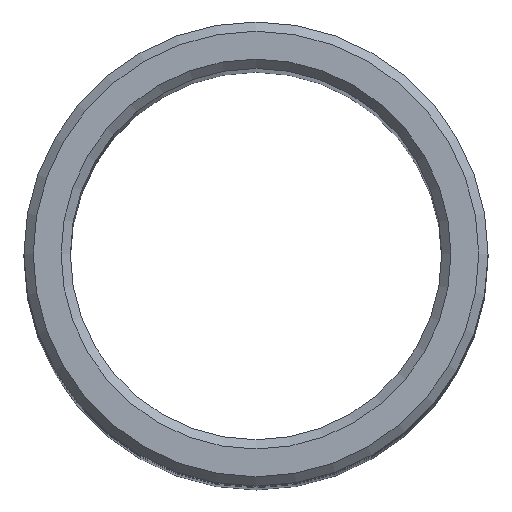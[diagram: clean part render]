
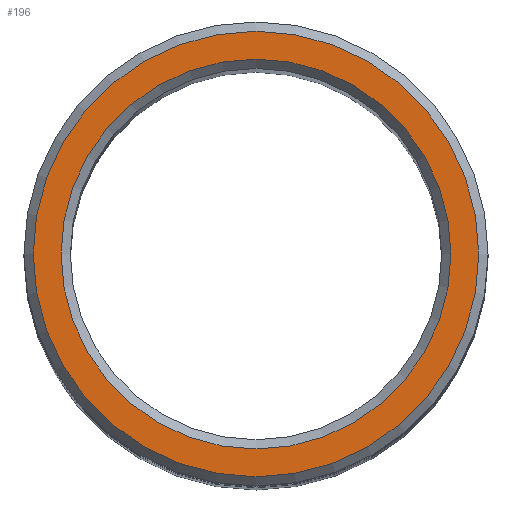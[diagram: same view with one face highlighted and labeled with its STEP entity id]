
A CAD part, top view. The second image highlights one B-rep face of the part: STEP entity #196.
In plain terms, the highlighted planar face has unit normal (0, 0, 1).
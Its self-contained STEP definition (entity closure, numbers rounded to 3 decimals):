
#22=FACE_BOUND('',#54,.T.);
#28=PLANE('',#231);
#37=FACE_OUTER_BOUND('',#53,.T.);
#53=EDGE_LOOP('',(#155));
#54=EDGE_LOOP('',(#156));
#91=CIRCLE('',#229,4.8);
#93=CIRCLE('',#232,4.2);
#106=VERTEX_POINT('',#337);
#108=VERTEX_POINT('',#343);
#123=EDGE_CURVE('',#106,#106,#91,.T.);
#126=EDGE_CURVE('',#108,#108,#93,.T.);
#155=ORIENTED_EDGE('',*,*,#123,.F.);
#156=ORIENTED_EDGE('',*,*,#126,.F.);
#196=ADVANCED_FACE('',(#37,#22),#28,.T.);
#229=AXIS2_PLACEMENT_3D('',#338,#271,#272);
#231=AXIS2_PLACEMENT_3D('',#342,#276,#277);
#232=AXIS2_PLACEMENT_3D('',#344,#278,#279);
#271=DIRECTION('center_axis',(0.,0.,-1.));
#272=DIRECTION('ref_axis',(1.,0.,0.));
#276=DIRECTION('center_axis',(0.,0.,1.));
#277=DIRECTION('ref_axis',(1.,0.,0.));
#278=DIRECTION('center_axis',(0.,0.,1.));
#279=DIRECTION('ref_axis',(1.,0.,0.));
#337=CARTESIAN_POINT('',(-4.8,0.,45.));
#338=CARTESIAN_POINT('Origin',(0.,0.,45.));
#342=CARTESIAN_POINT('Origin',(0.,0.,45.));
#343=CARTESIAN_POINT('',(-4.2,0.,45.));
#344=CARTESIAN_POINT('Origin',(0.,0.,45.));
